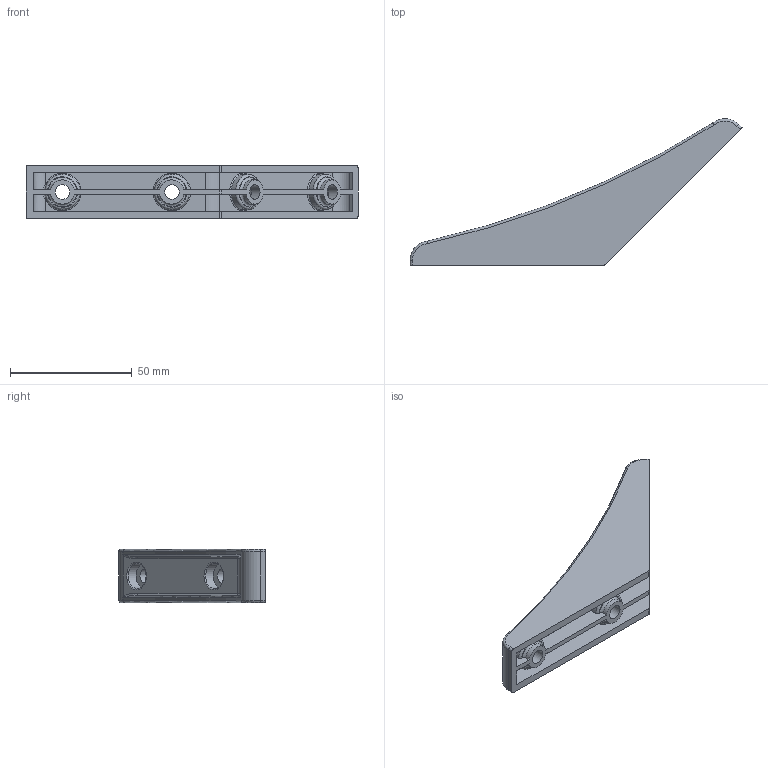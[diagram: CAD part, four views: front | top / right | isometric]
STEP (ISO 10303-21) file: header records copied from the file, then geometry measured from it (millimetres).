
FILE_DESCRIPTION((''),'2;1');
FILE_NAME('XT90038G.stp','2011-05-12T08:05:40',('mcapuano'),(''),'Autodesk Inventor 2011','Autodesk Inventor 2011','');
FILE_SCHEMA(('AUTOMOTIVE_DESIGN { 1 0 10303 214 1 1 1 1 }'));
Length unit declared in the file: millimetre
Products named in the file (1): XT90038G
Bounding box: 136.57 x 60.29 x 22 mm (x, y, z)
Volume: 26605 mm3; surface area: 19680.2 mm2
Topology: 1 solids, 1 shells, 144 faces, 389 edges, 247 vertices
Faces by surface type: cylinder 50, plane 42, torus 38, bspline 14
Full cylindrical faces by diameter (mm): 6 x4, 10.5 x4
Entity records: 6261 total; most frequent: CARTESIAN_POINT 2657, ORIENTED_EDGE 738, DIRECTION 682, EDGE_CURVE 369, AXIS2_PLACEMENT_3D 270, VERTEX_POINT 243, EDGE_LOOP 168, STYLED_ITEM 145
